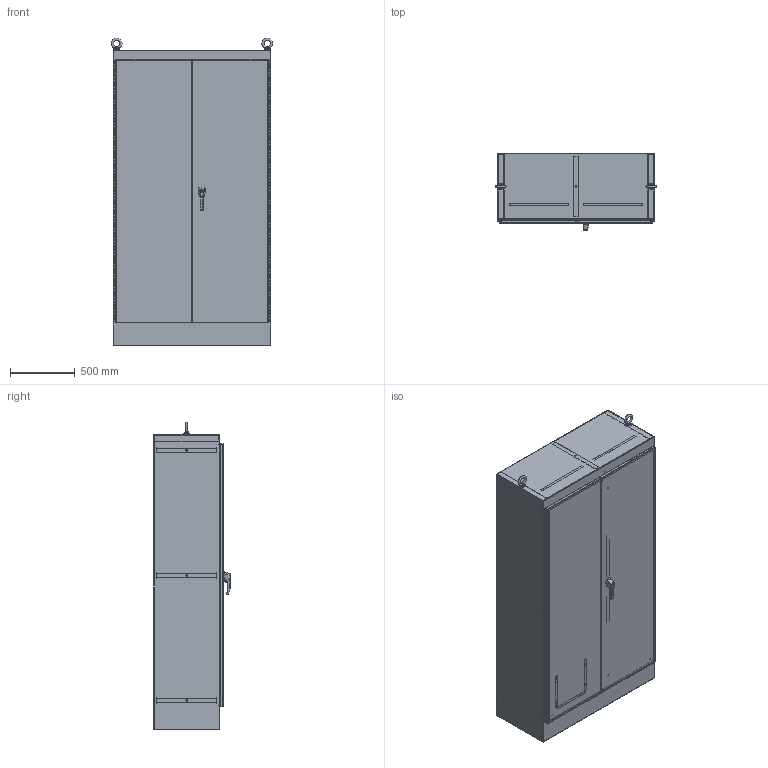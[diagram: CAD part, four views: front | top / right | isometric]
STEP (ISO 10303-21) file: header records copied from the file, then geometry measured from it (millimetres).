
FILE_DESCRIPTION (( 'STEP AP214' ), '1' );
FILE_NAME ('1418BW20.STEP', '2019-10-18T21:10:03', ( '' ), ( '' ), 'SwSTEP 2.0', 'SolidWorks 2019', '' );
FILE_SCHEMA (( 'AUTOMOTIVE_DESIGN' ));
Length unit declared in the file: inch
Products named in the file (1): 1418BW20
Bounding box: 1247.51 x 592.76 x 2380.2 mm (x, y, z)
Volume: 27568406.8 mm3; surface area: 22192152.7 mm2
Topology: 74 solids, 74 shells, 3305 faces, 8953 edges, 5817 vertices
Faces by surface type: plane 1910, cylinder 1256, cone 73, bspline 58, torus 8
Full cylindrical faces by diameter (mm): 2.54 x2, 4.394 x1, 4.976 x1, 5.893 x1, 5.918 x1, 6.35 x9, 6.528 x4, 7.112 x4, 7.137 x8, 7.722 x28, 7.805 x1, 7.95 x2, 8.128 x1, 8.255 x1, 8.89 x1, 9.398 x2, 9.525 x1, 9.906 x4, 10.49 x2, 11.125 x1, 11.176 x2, 12.7 x8, 13.335 x1, 13.376 x2, 15.24 x1, 15.875 x4, 16.002 x4, 16.891 x1, 17.45 x2, 17.78 x1
Entity records: 156848 total; most frequent: CARTESIAN_POINT 29842, ORIENTED_EDGE 17596, DIRECTION 17486, EDGE_CURVE 8798, LINE 5854, VECTOR 5854, AXIS2_PLACEMENT_3D 5816, VERTEX_POINT 5809
